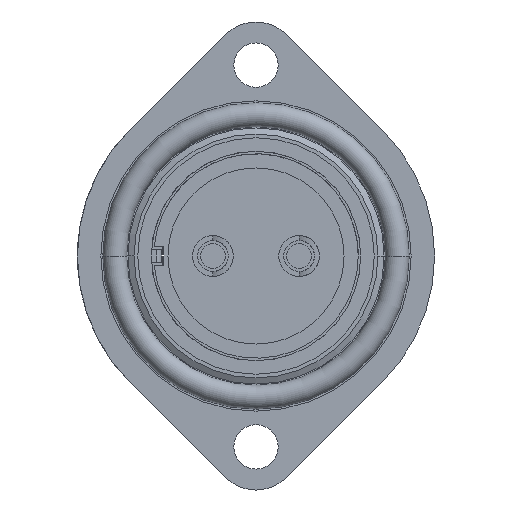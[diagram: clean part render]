
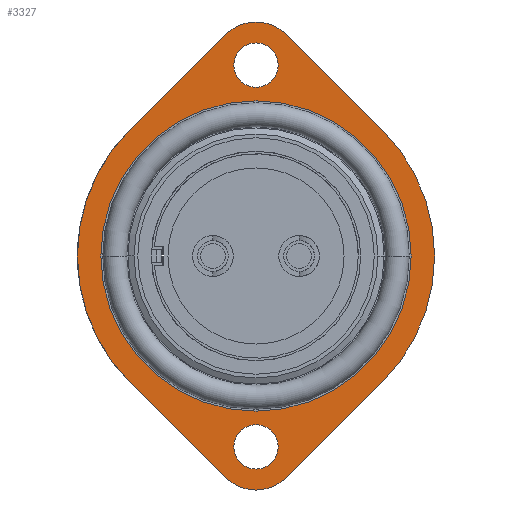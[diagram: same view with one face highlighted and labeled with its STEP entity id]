
A CAD part, left-side view. The second image highlights one B-rep face of the part: STEP entity #3327.
In plain terms, the highlighted planar face has unit normal (-1, 0, 0).
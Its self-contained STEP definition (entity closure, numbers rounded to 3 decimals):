
#8=CARTESIAN_POINT('',(0.327,0.571,-0.748));
#9=DIRECTION('',(1.,0.,0.));
#10=DIRECTION('',(0.,-0.705,0.71));
#11=AXIS2_PLACEMENT_3D('',#8,#9,#10);
#13=DIRECTION('',(0.,0.71,-0.705));
#14=VECTOR('',#13,10.92);
#15=CARTESIAN_POINT('',(0.327,-9.644,-11.038));
#16=LINE('',#15,#14);
#17=CARTESIAN_POINT('',(0.327,0.571,-16.248));
#18=DIRECTION('',(1.,0.,0.));
#19=DIRECTION('',(0.,-0.705,-0.71));
#20=AXIS2_PLACEMENT_3D('',#17,#18,#19);
#22=CARTESIAN_POINT('',(0.327,0.571,-16.248));
#23=DIRECTION('',(1.,0.,0.));
#24=DIRECTION('',(0.,0.,-1.));
#25=AXIS2_PLACEMENT_3D('',#22,#23,#24);
#27=DIRECTION('',(0.,0.71,0.705));
#28=VECTOR('',#27,10.92);
#29=CARTESIAN_POINT('',(0.327,3.037,-18.732));
#30=LINE('',#29,#28);
#31=CARTESIAN_POINT('',(0.327,0.571,
-0.748));
#32=DIRECTION('',(1.,0.,0.));
#33=DIRECTION('',(0.,0.705,-0.71));
#34=AXIS2_PLACEMENT_3D('',#31,#32,#33);
#36=DIRECTION('',(0.,-0.71,0.705));
#37=VECTOR('',#36,10.92);
#38=CARTESIAN_POINT('',(0.327,10.787,9.542));
#39=LINE('',#38,#37);
#40=CARTESIAN_POINT('',(0.327,0.571,14.752));
#41=DIRECTION('',(1.,0.,0.));
#42=DIRECTION('',(0.,0.705,0.71));
#43=AXIS2_PLACEMENT_3D('',#40,#41,#42);
#45=CARTESIAN_POINT('',(0.327,0.571,14.752));
#46=DIRECTION('',(1.,0.,0.));
#47=DIRECTION('',(0.,0.,1.));
#48=AXIS2_PLACEMENT_3D('',#45,#46,#47);
#50=DIRECTION('',(0.,-0.71,-0.705));
#51=VECTOR('',#50,10.92);
#52=CARTESIAN_POINT('',(0.327,-1.895,17.236));
#53=LINE('',#52,#51);
#54=CARTESIAN_POINT('',(0.327,0.571,
-0.748));
#55=DIRECTION('',(-1.,0.,0.));
#56=DIRECTION('',(0.,-1.,0.));
#57=AXIS2_PLACEMENT_3D('',#54,#55,#56);
#59=CARTESIAN_POINT('',(0.327,0.571,
-0.748));
#60=DIRECTION('',(-1.,0.,0.));
#61=DIRECTION('',(0.,1.,0.));
#62=AXIS2_PLACEMENT_3D('',#59,#60,#61);
#64=CARTESIAN_POINT('',(0.327,0.571,14.752));
#65=DIRECTION('',(-1.,0.,0.));
#66=DIRECTION('',(0.,0.,1.));
#67=AXIS2_PLACEMENT_3D('',#64,#65,#66);
#69=CARTESIAN_POINT('',(0.327,0.571,14.752));
#70=DIRECTION('',(-1.,0.,0.));
#71=DIRECTION('',(0.,0.,-1.));
#72=AXIS2_PLACEMENT_3D('',#69,#70,#71);
#74=CARTESIAN_POINT('',(0.327,0.571,-16.248));
#75=DIRECTION('',(-1.,0.,0.));
#76=DIRECTION('',(0.,0.,1.));
#77=AXIS2_PLACEMENT_3D('',#74,#75,#76);
#79=CARTESIAN_POINT('',(0.327,0.571,-16.248));
#80=DIRECTION('',(-1.,0.,0.));
#81=DIRECTION('',(0.,0.,-1.));
#82=AXIS2_PLACEMENT_3D('',#79,#80,#81);
#2780=CARTESIAN_POINT('',(0.327,-9.644,
9.542));
#2781=CARTESIAN_POINT('',(0.327,-9.644,
-11.038));
#2782=VERTEX_POINT('',#2780);
#2783=VERTEX_POINT('',#2781);
#2784=CARTESIAN_POINT('',(0.327,-1.895,
-18.732));
#2785=VERTEX_POINT('',#2784);
#2786=CARTESIAN_POINT('',(0.327,0.571,
-19.748));
#2787=VERTEX_POINT('',#2786);
#2788=CARTESIAN_POINT('',(0.327,3.037,
-18.732));
#2789=VERTEX_POINT('',#2788);
#2790=CARTESIAN_POINT('',(0.327,10.787,
-11.038));
#2791=VERTEX_POINT('',#2790);
#2792=CARTESIAN_POINT('',(0.327,10.787,9.542));
#2793=VERTEX_POINT('',#2792);
#2794=CARTESIAN_POINT('',(0.327,3.037,17.236));
#2795=VERTEX_POINT('',#2794);
#2796=CARTESIAN_POINT('',(0.327,0.571,
18.252));
#2797=VERTEX_POINT('',#2796);
#2798=CARTESIAN_POINT('',(0.327,-1.895,
17.236));
#2799=VERTEX_POINT('',#2798);
#2800=CARTESIAN_POINT('',(0.327,-12.029,
-0.748));
#2801=CARTESIAN_POINT('',(0.327,13.171,
-0.748));
#2802=VERTEX_POINT('',#2800);
#2803=VERTEX_POINT('',#2801);
#2804=CARTESIAN_POINT('',(0.327,0.571,
16.552));
#2805=CARTESIAN_POINT('',(0.327,0.571,
12.952));
#2806=VERTEX_POINT('',#2804);
#2807=VERTEX_POINT('',#2805);
#2808=CARTESIAN_POINT('',(0.327,0.571,
-14.448));
#2809=CARTESIAN_POINT('',(0.327,0.571,
-18.048));
#2810=VERTEX_POINT('',#2808);
#2811=VERTEX_POINT('',#2809);
#3282=CARTESIAN_POINT('',(0.327,0.571,
-0.748));
#3283=DIRECTION('',(1.,0.,0.));
#3284=DIRECTION('',(0.,-1.,0.));
#3285=AXIS2_PLACEMENT_3D('',#3282,#3283,#3284);
#3286=PLANE('',#3285);
#3288=ORIENTED_EDGE('',*,*,#3287,.T.);
#3290=ORIENTED_EDGE('',*,*,#3289,.T.);
#3292=ORIENTED_EDGE('',*,*,#3291,.T.);
#3294=ORIENTED_EDGE('',*,*,#3293,.T.);
#3296=ORIENTED_EDGE('',*,*,#3295,.T.);
#3298=ORIENTED_EDGE('',*,*,#3297,.T.);
#3300=ORIENTED_EDGE('',*,*,#3299,.T.);
#3302=ORIENTED_EDGE('',*,*,#3301,.T.);
#3304=ORIENTED_EDGE('',*,*,#3303,.T.);
#3306=ORIENTED_EDGE('',*,*,#3305,.T.);
#3307=EDGE_LOOP('',(#3288,#3290,#3292,#3294,#3296,#3298,#3300,#3302,#3304,
#3306));
#3308=FACE_OUTER_BOUND('',#3307,.F.);
#3310=ORIENTED_EDGE('',*,*,#3309,.T.);
#3312=ORIENTED_EDGE('',*,*,#3311,.T.);
#3313=EDGE_LOOP('',(#3310,#3312));
#3314=FACE_BOUND('',#3313,.F.);
#3316=ORIENTED_EDGE('',*,*,#3315,.T.);
#3318=ORIENTED_EDGE('',*,*,#3317,.T.);
#3319=EDGE_LOOP('',(#3316,#3318));
#3320=FACE_BOUND('',#3319,.F.);
#3322=ORIENTED_EDGE('',*,*,#3321,.T.);
#3324=ORIENTED_EDGE('',*,*,#3323,.T.);
#3325=EDGE_LOOP('',(#3322,#3324));
#3326=FACE_BOUND('',#3325,.F.);
#3327=ADVANCED_FACE('',(#3308,#3314,#3320,#3326),#3286,.F.);
#12=CIRCLE('',#11,14.5);
#21=CIRCLE('',#20,3.5);
#26=CIRCLE('',#25,3.5);
#35=CIRCLE('',#34,14.5);
#44=CIRCLE('',#43,3.5);
#49=CIRCLE('',#48,3.5);
#58=CIRCLE('',#57,12.6);
#63=CIRCLE('',#62,12.6);
#68=CIRCLE('',#67,1.8);
#73=CIRCLE('',#72,1.8);
#78=CIRCLE('',#77,1.8);
#83=CIRCLE('',#82,1.8);
#3287=EDGE_CURVE('',#2782,#2783,#12,.T.);
#3289=EDGE_CURVE('',#2783,#2785,#16,.T.);
#3291=EDGE_CURVE('',#2785,#2787,#21,.T.);
#3293=EDGE_CURVE('',#2787,#2789,#26,.T.);
#3295=EDGE_CURVE('',#2789,#2791,#30,.T.);
#3297=EDGE_CURVE('',#2791,#2793,#35,.T.);
#3299=EDGE_CURVE('',#2793,#2795,#39,.T.);
#3301=EDGE_CURVE('',#2795,#2797,#44,.T.);
#3303=EDGE_CURVE('',#2797,#2799,#49,.T.);
#3305=EDGE_CURVE('',#2799,#2782,#53,.T.);
#3309=EDGE_CURVE('',#2802,#2803,#58,.T.);
#3311=EDGE_CURVE('',#2803,#2802,#63,.T.);
#3315=EDGE_CURVE('',#2806,#2807,#68,.T.);
#3317=EDGE_CURVE('',#2807,#2806,#73,.T.);
#3321=EDGE_CURVE('',#2810,#2811,#78,.T.);
#3323=EDGE_CURVE('',#2811,#2810,#83,.T.);
